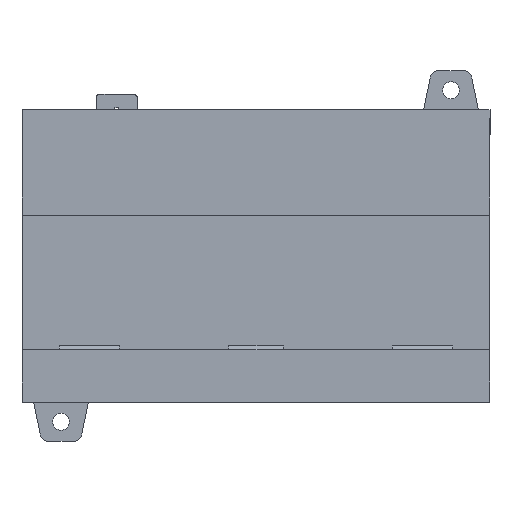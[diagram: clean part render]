
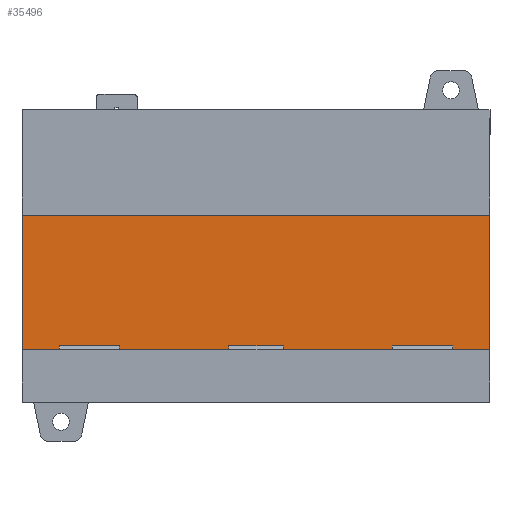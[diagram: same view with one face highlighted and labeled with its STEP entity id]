
A CAD part, front view. The second image highlights one B-rep face of the part: STEP entity #35496.
In plain terms, the highlighted planar face has unit normal (0, -1, 0).
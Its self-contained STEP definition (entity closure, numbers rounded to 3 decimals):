
#1339 = VERTEX_POINT ( 'NONE', #17149 ) ;
#1400 = VERTEX_POINT ( 'NONE', #17528 ) ;
#1405 = EDGE_CURVE ( 'NONE', #1339, #1400, #17576, .T. ) ;
#16620 = VERTEX_POINT ( 'NONE', #29515 ) ;
#16649 = VERTEX_POINT ( 'NONE', #29579 ) ;
#17149 = CARTESIAN_POINT ( 'NONE',  ( -23.168, -33.112, 69.832 ) ) ;
#17528 = CARTESIAN_POINT ( 'NONE',  ( -23.168, -33.112, 34.332 ) ) ;
#17570 = DIRECTION ( 'NONE',  ( 0., 0., -1. ) ) ;
#17571 = VECTOR ( 'NONE', #17570, 1000. ) ;
#17572 = CARTESIAN_POINT ( 'NONE',  ( -23.168, -33.112, 59.332 ) ) ;
#17576 = LINE ( 'NONE', #17572, #17571 ) ;
#29515 = CARTESIAN_POINT ( 'NONE',  ( 96.832, -33.112, 69.832 ) ) ;
#29579 = CARTESIAN_POINT ( 'NONE',  ( 96.832, -33.112, 34.332 ) ) ;
#35495 = EDGE_CURVE ( 'NONE', #1339, #16620, #46597, .T. ) ;
#35496 = ADVANCED_FACE ( 'NONE', ( #46592 ), #46577, .T. ) ;
#35497 = EDGE_LOOP ( 'NONE', ( #35498, #35501, #35502, #35504 ) ) ;
#35498 = ORIENTED_EDGE ( 'NONE', *, *, #35499, .T. ) ;
#35499 = EDGE_CURVE ( 'NONE', #1400, #16649, #46571, .T. ) ;
#35501 = ORIENTED_EDGE ( 'NONE', *, *, #48241, .F. ) ;
#35502 = ORIENTED_EDGE ( 'NONE', *, *, #35495, .F. ) ;
#35504 = ORIENTED_EDGE ( 'NONE', *, *, #1405, .T. ) ;
#46571 = LINE ( 'NONE', #46632, #46631 ) ;
#46573 = DIRECTION ( 'NONE',  ( -1., 0., 0. ) ) ;
#46574 = DIRECTION ( 'NONE',  ( 0., -1., 0. ) ) ;
#46575 = CARTESIAN_POINT ( 'NONE',  ( -23.168, -33.112, 59.332 ) ) ;
#46576 = AXIS2_PLACEMENT_3D ( 'NONE', #46575, #46574, #46573 ) ;
#46577 = PLANE ( 'NONE',  #46576 ) ;
#46592 = FACE_OUTER_BOUND ( 'NONE', #35497, .T. ) ;
#46593 = DIRECTION ( 'NONE',  ( 1., 0., 0. ) ) ;
#46594 = VECTOR ( 'NONE', #46593, 1000. ) ;
#46595 = CARTESIAN_POINT ( 'NONE',  ( -23.168, -33.112, 69.832 ) ) ;
#46597 = LINE ( 'NONE', #46595, #46594 ) ;
#46630 = DIRECTION ( 'NONE',  ( 1., 0., 0. ) ) ;
#46631 = VECTOR ( 'NONE', #46630, 1000. ) ;
#46632 = CARTESIAN_POINT ( 'NONE',  ( -23.168, -33.112, 34.332 ) ) ;
#48082 = DIRECTION ( 'NONE',  ( 0., 0., -1. ) ) ;
#48083 = VECTOR ( 'NONE', #48082, 1000. ) ;
#48084 = CARTESIAN_POINT ( 'NONE',  ( 96.832, -33.112, 59.332 ) ) ;
#48085 = LINE ( 'NONE', #48084, #48083 ) ;
#48241 = EDGE_CURVE ( 'NONE', #16620, #16649, #48085, .T. ) ;
